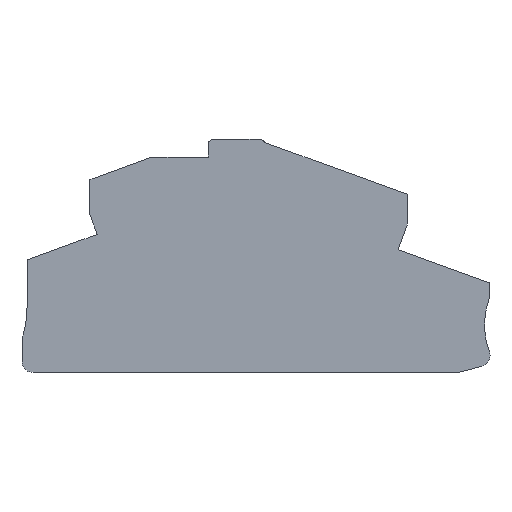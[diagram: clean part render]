
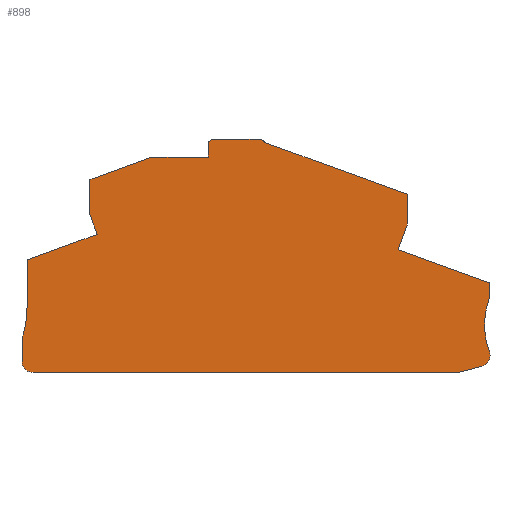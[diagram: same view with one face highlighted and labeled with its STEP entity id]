
A CAD part, top view. The second image highlights one B-rep face of the part: STEP entity #898.
In plain terms, the highlighted planar face has unit normal (0, 0, 1).
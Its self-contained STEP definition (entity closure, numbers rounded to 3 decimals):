
#231=CARTESIAN_POINT('',(-40.149,2.2,2.2));
#232=DIRECTION('',(0.,0.,1.));
#233=DIRECTION('',(-1.,0.,0.));
#234=AXIS2_PLACEMENT_3D('',#231,#232,#233);
#236=DIRECTION('',(0.,-1.,0.));
#237=VECTOR('',#236,4.399);
#238=CARTESIAN_POINT('',(-42.349,6.599,2.2));
#239=LINE('',#238,#237);
#240=CARTESIAN_POINT('',(-63.73,13.292,2.2));
#241=DIRECTION('',(0.,0.,-1.));
#242=DIRECTION('',(1.,-0.001,0.));
#243=AXIS2_PLACEMENT_3D('',#240,#241,#242);
#245=DIRECTION('',(-0.001,-1.,0.));
#246=VECTOR('',#245,9.141);
#247=CARTESIAN_POINT('',(-41.312,22.4,2.2));
#248=LINE('',#247,#246);
#249=DIRECTION('',(-0.94,-0.342,0.));
#250=VECTOR('',#249,14.788);
#251=CARTESIAN_POINT('',(-27.417,27.458,2.2));
#252=LINE('',#251,#250);
#253=DIRECTION('',(0.341,-0.94,0.));
#254=VECTOR('',#253,4.179);
#255=CARTESIAN_POINT('',(-28.843,31.385,2.2));
#256=LINE('',#255,#254);
#257=DIRECTION('',(0.,-1.,0.));
#258=VECTOR('',#257,6.937);
#259=CARTESIAN_POINT('',(-28.843,38.322,2.2));
#260=LINE('',#259,#258);
#261=DIRECTION('',(-0.94,-0.342,0.));
#262=VECTOR('',#261,13.1);
#263=CARTESIAN_POINT('',(-16.534,42.805,2.2));
#264=LINE('',#263,#262);
#265=DIRECTION('',(-1.,0.,0.));
#266=VECTOR('',#265,11.184);
#267=CARTESIAN_POINT('',(-5.35,42.805,2.2));
#268=LINE('',#267,#266);
#269=DIRECTION('',(0.,-1.,0.));
#270=VECTOR('',#269,2.499);
#271=CARTESIAN_POINT('',(-5.35,45.304,2.2));
#272=LINE('',#271,#270);
#273=CARTESIAN_POINT('',(-4.35,45.304,2.2));
#274=DIRECTION('',(0.,0.,1.));
#275=DIRECTION('',(0.,1.,0.));
#276=AXIS2_PLACEMENT_3D('',#273,#274,#275);
#278=DIRECTION('',(-1.,0.,0.));
#279=VECTOR('',#278,9.334);
#280=CARTESIAN_POINT('',(4.984,46.306,2.2));
#281=LINE('',#280,#279);
#282=CARTESIAN_POINT('',(4.984,45.306,2.2));
#283=DIRECTION('',(0.,0.,1.));
#284=DIRECTION('',(0.915,0.403,0.));
#285=AXIS2_PLACEMENT_3D('',#282,#283,#284);
#287=DIRECTION('',(-0.94,0.342,0.));
#288=VECTOR('',#287,30.157);
#289=CARTESIAN_POINT('',(34.241,35.405,2.2));
#290=LINE('',#289,#288);
#291=DIRECTION('',(0.,1.,0.));
#292=VECTOR('',#291,5.891);
#293=CARTESIAN_POINT('',(34.241,29.514,2.2));
#294=LINE('',#293,#292);
#295=DIRECTION('',(0.342,0.94,0.));
#296=VECTOR('',#295,5.461);
#297=CARTESIAN_POINT('',(32.375,24.381,2.2));
#298=LINE('',#297,#296);
#299=DIRECTION('',(-0.94,0.342,0.));
#300=VECTOR('',#299,19.269);
#301=CARTESIAN_POINT('',(50.485,17.798,2.2));
#302=LINE('',#301,#300);
#303=DIRECTION('',(0.,1.,0.));
#304=VECTOR('',#303,3.097);
#305=CARTESIAN_POINT('',(50.485,14.7,2.2));
#306=LINE('',#305,#304);
#307=CARTESIAN_POINT('',(64.952,9.437,2.2));
#308=DIRECTION('',(0.,0.,-1.));
#309=DIRECTION('',(-0.938,-0.345,0.));
#310=AXIS2_PLACEMENT_3D('',#307,#308,#309);
#312=CARTESIAN_POINT('',(48.44,3.358,2.2));
#313=DIRECTION('',(0.,0.,1.));
#314=DIRECTION('',(0.26,-0.966,0.));
#315=AXIS2_PLACEMENT_3D('',#312,#313,#314);
#317=DIRECTION('',(0.966,0.26,0.));
#318=VECTOR('',#317,4.751);
#319=CARTESIAN_POINT('',(44.423,0.,2.2));
#320=LINE('',#319,#318);
#321=DIRECTION('',(1.,0.,0.));
#322=VECTOR('',#321,84.572);
#323=CARTESIAN_POINT('',(-40.149,0.,2.2));
#324=LINE('',#323,#322);
#423=CARTESIAN_POINT('',(-42.349,2.2,2.2));
#424=CARTESIAN_POINT('',(-40.149,0.,2.2));
#425=VERTEX_POINT('',#423);
#426=VERTEX_POINT('',#424);
#427=CARTESIAN_POINT('',(44.423,0.,2.2));
#428=VERTEX_POINT('',#427);
#429=CARTESIAN_POINT('',(49.011,1.234,2.2));
#430=VERTEX_POINT('',#429);
#431=CARTESIAN_POINT('',(50.505,4.118,2.2));
#432=VERTEX_POINT('',#431);
#433=CARTESIAN_POINT('',(50.485,14.7,2.2));
#434=VERTEX_POINT('',#433);
#435=CARTESIAN_POINT('',(50.485,17.798,2.2));
#436=VERTEX_POINT('',#435);
#437=CARTESIAN_POINT('',(32.375,24.381,2.2));
#438=VERTEX_POINT('',#437);
#439=CARTESIAN_POINT('',(34.241,29.514,2.2));
#440=VERTEX_POINT('',#439);
#441=CARTESIAN_POINT('',(34.241,35.405,2.2));
#442=VERTEX_POINT('',#441);
#443=CARTESIAN_POINT('',(5.899,45.709,2.2));
#444=VERTEX_POINT('',#443);
#445=CARTESIAN_POINT('',(4.984,46.306,2.2));
#446=VERTEX_POINT('',#445);
#447=CARTESIAN_POINT('',(-4.35,46.304,2.2));
#448=VERTEX_POINT('',#447);
#449=CARTESIAN_POINT('',(-5.35,45.304,2.2));
#450=VERTEX_POINT('',#449);
#451=CARTESIAN_POINT('',(-5.35,42.805,2.2));
#452=VERTEX_POINT('',#451);
#453=CARTESIAN_POINT('',(-16.534,42.805,2.2));
#454=VERTEX_POINT('',#453);
#455=CARTESIAN_POINT('',(-28.843,38.322,2.2));
#456=VERTEX_POINT('',#455);
#457=CARTESIAN_POINT('',(-28.843,31.385,2.2));
#458=VERTEX_POINT('',#457);
#459=CARTESIAN_POINT('',(-27.417,27.458,2.2));
#460=VERTEX_POINT('',#459);
#461=CARTESIAN_POINT('',(-41.312,22.4,2.2));
#462=VERTEX_POINT('',#461);
#463=CARTESIAN_POINT('',(-41.326,13.259,2.2));
#464=VERTEX_POINT('',#463);
#465=CARTESIAN_POINT('',(-42.349,6.599,2.2));
#466=VERTEX_POINT('',#465);
#869=CARTESIAN_POINT('',(0.,0.,2.2));
#870=DIRECTION('',(0.,0.,1.));
#871=DIRECTION('',(1.,0.,0.));
#872=AXIS2_PLACEMENT_3D('',#869,#870,#871);
#873=PLANE('',#872);
#874=ORIENTED_EDGE('',*,*,#569,.F.);
#875=ORIENTED_EDGE('',*,*,#584,.F.);
#876=ORIENTED_EDGE('',*,*,#598,.F.);
#877=ORIENTED_EDGE('',*,*,#612,.F.);
#878=ORIENTED_EDGE('',*,*,#626,.F.);
#879=ORIENTED_EDGE('',*,*,#640,.F.);
#880=ORIENTED_EDGE('',*,*,#654,.F.);
#881=ORIENTED_EDGE('',*,*,#668,.F.);
#882=ORIENTED_EDGE('',*,*,#682,.F.);
#883=ORIENTED_EDGE('',*,*,#696,.F.);
#884=ORIENTED_EDGE('',*,*,#710,.F.);
#885=ORIENTED_EDGE('',*,*,#724,.F.);
#886=ORIENTED_EDGE('',*,*,#738,.F.);
#887=ORIENTED_EDGE('',*,*,#752,.F.);
#888=ORIENTED_EDGE('',*,*,#766,.F.);
#889=ORIENTED_EDGE('',*,*,#780,.F.);
#890=ORIENTED_EDGE('',*,*,#794,.F.);
#891=ORIENTED_EDGE('',*,*,#808,.F.);
#892=ORIENTED_EDGE('',*,*,#822,.F.);
#893=ORIENTED_EDGE('',*,*,#836,.F.);
#894=ORIENTED_EDGE('',*,*,#850,.F.);
#895=ORIENTED_EDGE('',*,*,#863,.F.);
#896=EDGE_LOOP('',(#874,#875,#876,#877,#878,#879,#880,#881,#882,#883,#884,#885,
#886,#887,#888,#889,#890,#891,#892,#893,#894,#895));
#897=FACE_OUTER_BOUND('',#896,.F.);
#898=ADVANCED_FACE('',(#897),#873,.T.);
#235=CIRCLE('',#234,2.2);
#244=CIRCLE('',#243,22.404);
#277=CIRCLE('',#276,1.);
#286=CIRCLE('',#285,1.);
#311=CIRCLE('',#310,15.396);
#316=CIRCLE('',#315,2.2);
#569=EDGE_CURVE('',#425,#426,#235,.T.);
#584=EDGE_CURVE('',#466,#425,#239,.T.);
#598=EDGE_CURVE('',#464,#466,#244,.T.);
#612=EDGE_CURVE('',#462,#464,#248,.T.);
#626=EDGE_CURVE('',#460,#462,#252,.T.);
#640=EDGE_CURVE('',#458,#460,#256,.T.);
#654=EDGE_CURVE('',#456,#458,#260,.T.);
#668=EDGE_CURVE('',#454,#456,#264,.T.);
#682=EDGE_CURVE('',#452,#454,#268,.T.);
#696=EDGE_CURVE('',#450,#452,#272,.T.);
#710=EDGE_CURVE('',#448,#450,#277,.T.);
#724=EDGE_CURVE('',#446,#448,#281,.T.);
#738=EDGE_CURVE('',#444,#446,#286,.T.);
#752=EDGE_CURVE('',#442,#444,#290,.T.);
#766=EDGE_CURVE('',#440,#442,#294,.T.);
#780=EDGE_CURVE('',#438,#440,#298,.T.);
#794=EDGE_CURVE('',#436,#438,#302,.T.);
#808=EDGE_CURVE('',#434,#436,#306,.T.);
#822=EDGE_CURVE('',#432,#434,#311,.T.);
#836=EDGE_CURVE('',#430,#432,#316,.T.);
#850=EDGE_CURVE('',#428,#430,#320,.T.);
#863=EDGE_CURVE('',#426,#428,#324,.T.);
